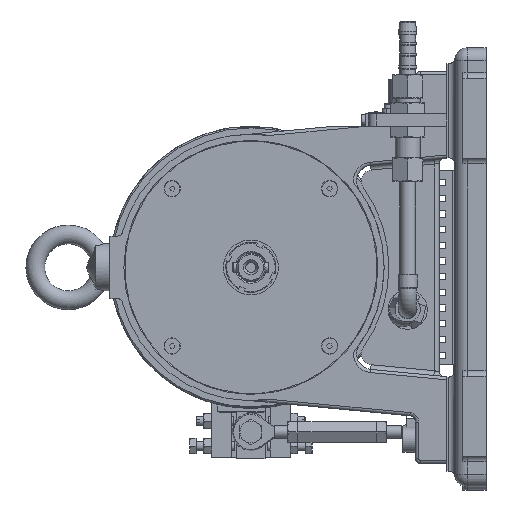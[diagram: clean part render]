
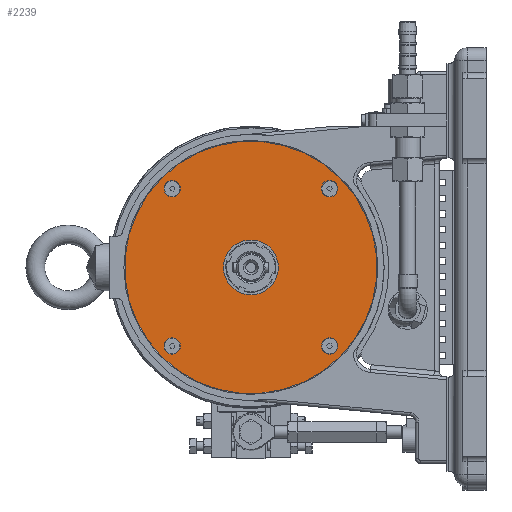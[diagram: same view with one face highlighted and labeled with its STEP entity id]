
A CAD part, left-side view. The second image highlights one B-rep face of the part: STEP entity #2239.
In plain terms, the highlighted planar face has unit normal (-1, 0, 0).
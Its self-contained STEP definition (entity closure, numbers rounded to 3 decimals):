
#1902 = EDGE_LOOP ( 'NONE', ( #54775 ) ) ;
#1906 = EDGE_LOOP ( 'NONE', ( #54771 ) ) ;
#1908 = EDGE_LOOP ( 'NONE', ( #54766 ) ) ;
#1910 = EDGE_LOOP ( 'NONE', ( #54760 ) ) ;
#1918 = EDGE_LOOP ( 'NONE', ( #54751 ) ) ;
#1920 = EDGE_LOOP ( 'NONE', ( #54756 ) ) ;
#2239 = ADVANCED_FACE ( 'NONE', ( #20274, #20292, #20265, #20280, #20286, #20295 ), #33684, .F. ) ;
#19052 = CIRCLE ( 'NONE', #43555, 5.2 ) ;
#19106 = CIRCLE ( 'NONE', #43557, 80.5 ) ;
#19118 = CIRCLE ( 'NONE', #43566, 17.5 ) ;
#19124 = CIRCLE ( 'NONE', #43569, 5.2 ) ;
#19130 = CIRCLE ( 'NONE', #43585, 5.2 ) ;
#19133 = CIRCLE ( 'NONE', #43588, 5.2 ) ;
#20265 = FACE_BOUND ( 'NONE', #1910, .T. ) ;
#20274 = FACE_BOUND ( 'NONE', #1918, .T. ) ;
#20280 = FACE_OUTER_BOUND ( 'NONE', #1908, .T. ) ;
#20286 = FACE_BOUND ( 'NONE', #1906, .T. ) ;
#20292 = FACE_BOUND ( 'NONE', #1920, .T. ) ;
#20295 = FACE_BOUND ( 'NONE', #1902, .T. ) ;
#33677 = CARTESIAN_POINT ( 'NONE',  ( 57.5, 165.374, -152.374 ) ) ;
#33684 = PLANE ( 'NONE',  #67424 ) ;
#33694 = DIRECTION ( 'NONE',  ( 1., 0., 0. ) ) ;
#33728 = DIRECTION ( 'NONE',  ( 0., -0.707, -0.707 ) ) ;
#43555 = AXIS2_PLACEMENT_3D ( 'NONE', #65244, #65245, #65246 ) ;
#43557 = AXIS2_PLACEMENT_3D ( 'NONE', #65247, #65248, #65249 ) ;
#43566 = AXIS2_PLACEMENT_3D ( 'NONE', #65256, #65257, #65258 ) ;
#43569 = AXIS2_PLACEMENT_3D ( 'NONE', #65259, #65260, #65261 ) ;
#43585 = AXIS2_PLACEMENT_3D ( 'NONE', #65272, #65273, #65274 ) ;
#43588 = AXIS2_PLACEMENT_3D ( 'NONE', #65275, #65276, #65277 ) ;
#49431 = CARTESIAN_POINT ( 'NONE',  ( 57.5, 199.528, -86.118 ) ) ;
#49432 = CARTESIAN_POINT ( 'NONE',  ( 57.5, 209.922, -83.078 ) ) ;
#49435 = CARTESIAN_POINT ( 'NONE',  ( 57.5, 165.374, -127.626 ) ) ;
#49436 = CARTESIAN_POINT ( 'NONE',  ( 57.5, 206.882, -186.528 ) ) ;
#49440 = CARTESIAN_POINT ( 'NONE',  ( 57.5, 99.118, -93.472 ) ) ;
#49441 = CARTESIAN_POINT ( 'NONE',  ( 57.5, 106.472, -193.882 ) ) ;
#51124 = EDGE_CURVE ( 'NONE', #55426, #55426, #19052, .T. ) ;
#51126 = EDGE_CURVE ( 'NONE', #55427, #55427, #19106, .T. ) ;
#51132 = EDGE_CURVE ( 'NONE', #55430, #55430, #19118, .T. ) ;
#51135 = EDGE_CURVE ( 'NONE', #55431, #55431, #19124, .T. ) ;
#51143 = EDGE_CURVE ( 'NONE', #55435, #55435, #19130, .T. ) ;
#51145 = EDGE_CURVE ( 'NONE', #55436, #55436, #19133, .T. ) ;
#54751 = ORIENTED_EDGE ( 'NONE', *, *, #51143, .F. ) ;
#54756 = ORIENTED_EDGE ( 'NONE', *, *, #51135, .F. ) ;
#54760 = ORIENTED_EDGE ( 'NONE', *, *, #51132, .F. ) ;
#54766 = ORIENTED_EDGE ( 'NONE', *, *, #51126, .T. ) ;
#54771 = ORIENTED_EDGE ( 'NONE', *, *, #51124, .F. ) ;
#54775 = ORIENTED_EDGE ( 'NONE', *, *, #51145, .F. ) ;
#55426 = VERTEX_POINT ( 'NONE', #49431 ) ;
#55427 = VERTEX_POINT ( 'NONE', #49432 ) ;
#55430 = VERTEX_POINT ( 'NONE', #49435 ) ;
#55431 = VERTEX_POINT ( 'NONE', #49436 ) ;
#55435 = VERTEX_POINT ( 'NONE', #49440 ) ;
#55436 = VERTEX_POINT ( 'NONE', #49441 ) ;
#65244 = CARTESIAN_POINT ( 'NONE',  ( 57.5, 203.205, -89.795 ) ) ;
#65245 = DIRECTION ( 'NONE',  ( -1., 0., 0. ) ) ;
#65246 = DIRECTION ( 'NONE',  ( 0., -0.707, 0.707 ) ) ;
#65247 = CARTESIAN_POINT ( 'NONE',  ( 57.5, 153., -140. ) ) ;
#65248 = DIRECTION ( 'NONE',  ( -1., 0., 0. ) ) ;
#65249 = DIRECTION ( 'NONE',  ( 0., 0.707, 0.707 ) ) ;
#65256 = CARTESIAN_POINT ( 'NONE',  ( 57.5, 153., -140. ) ) ;
#65257 = DIRECTION ( 'NONE',  ( -1., 0., 0. ) ) ;
#65258 = DIRECTION ( 'NONE',  ( 0., 0.707, 0.707 ) ) ;
#65259 = CARTESIAN_POINT ( 'NONE',  ( 57.5, 203.205, -190.205 ) ) ;
#65260 = DIRECTION ( 'NONE',  ( -1., 0., 0. ) ) ;
#65261 = DIRECTION ( 'NONE',  ( 0., 0.707, 0.707 ) ) ;
#65272 = CARTESIAN_POINT ( 'NONE',  ( 57.5, 102.795, -89.795 ) ) ;
#65273 = DIRECTION ( 'NONE',  ( -1., 0., 0. ) ) ;
#65274 = DIRECTION ( 'NONE',  ( 0., -0.707, -0.707 ) ) ;
#65275 = CARTESIAN_POINT ( 'NONE',  ( 57.5, 102.795, -190.205 ) ) ;
#65276 = DIRECTION ( 'NONE',  ( -1., 0., 0. ) ) ;
#65277 = DIRECTION ( 'NONE',  ( 0., 0.707, -0.707 ) ) ;
#67424 = AXIS2_PLACEMENT_3D ( 'NONE', #33677, #33694, #33728 ) ;
